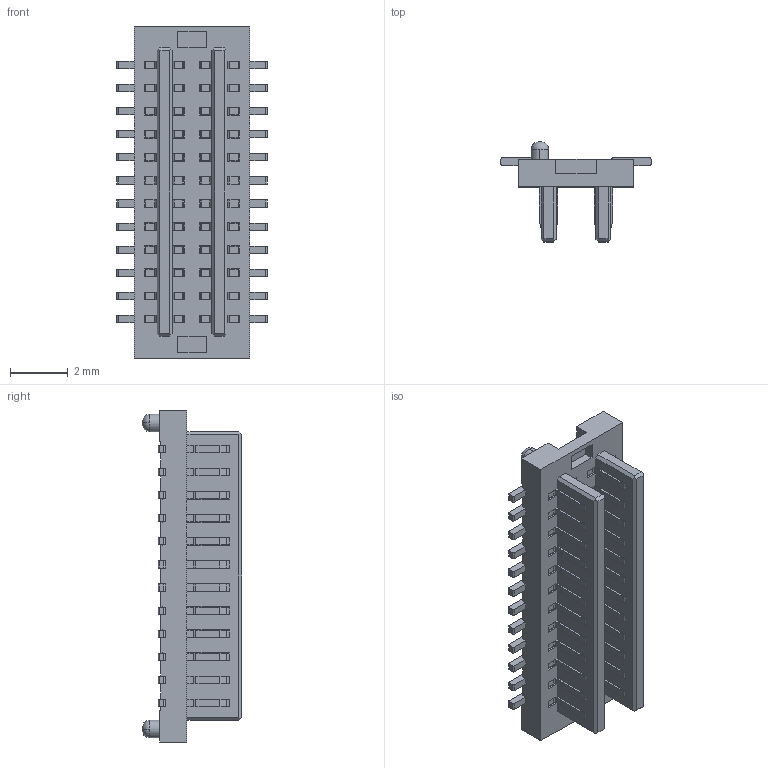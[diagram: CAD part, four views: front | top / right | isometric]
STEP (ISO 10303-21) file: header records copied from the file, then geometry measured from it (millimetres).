
FILE_DESCRIPTION (( 'STEP AP214' ), '1' );
FILE_NAME ('SGDBM-08-024P-H10_sw.STEP', '2023-03-08T15:23:16', ( '' ), ( '' ), 'SwSTEP 2.0', 'SolidWorks 2023', '' );
FILE_SCHEMA (( 'AUTOMOTIVE_DESIGN' ));
Length unit declared in the file: millimetre
Products named in the file (3): 24P.stp; SGDBM-08-024P-H10.stp; SGDBM-08-024P-H10_sw
Assembly tree (2 placements, depth 3):
  SGDBM-08-024P-H10_sw
    SGDBM-08-024P-H10.stp
      24P.stp
Bounding box: 5.2 x 3.45 x 11.5 mm (x, y, z)
Volume: 62.2 mm3; surface area: 319.8 mm2
Topology: 1 solids, 1 shells, 1360 faces, 4032 edges, 2656 vertices
Faces by surface type: plane 896, cylinder 460, torus 4
Entity records: 45545 total; most frequent: CARTESIAN_POINT 8198, ORIENTED_EDGE 8064, DIRECTION 7600, EDGE_CURVE 4032, LINE 3100, VECTOR 3100, VERTEX_POINT 2656, AXIS2_PLACEMENT_3D 2250
